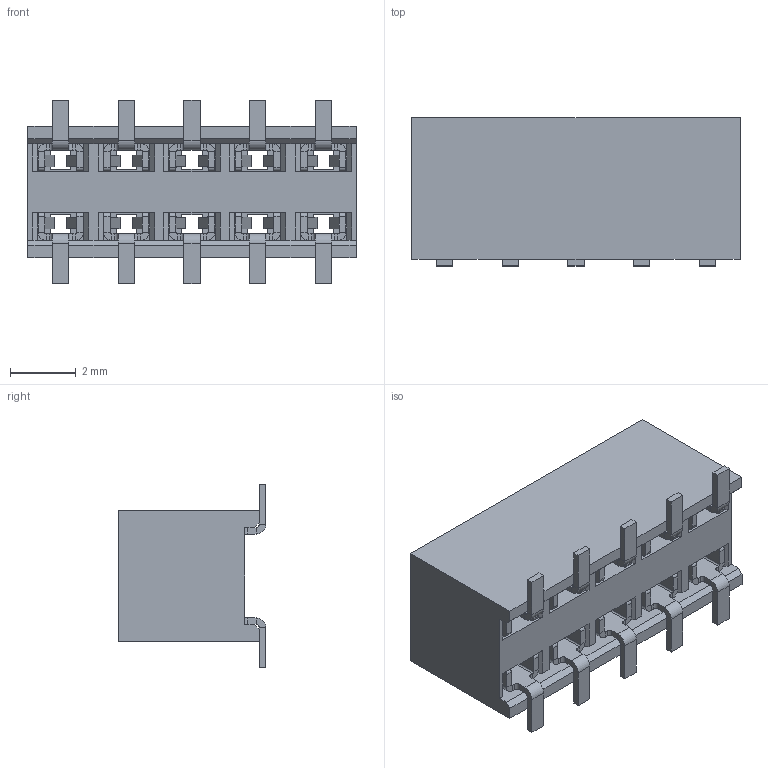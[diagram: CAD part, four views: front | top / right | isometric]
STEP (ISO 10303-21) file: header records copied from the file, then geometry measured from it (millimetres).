
FILE_DESCRIPTION(/* description */ (''),/* implementation_level */ '2;1');
FILE_NAME(/* name */ '7460-010-xx-00-xx.stp',/* time_stamp */ '2025-12-02T08:33:23+01:00',/* author */ ('andreas.larin'),/* organization */ (''),/* preprocessor_version */ 'ST-DEVELOPER v20',/* originating_system */ 'Autodesk Inventor 2025',/* authorisation */ '');
FILE_SCHEMA (('AUTOMOTIVE_DESIGN { 1 0 10303 214 3 1 1 }'));
Length unit declared in the file: millimetre
Products named in the file (1): 7460-010-xx-00-xx
Bounding box: 10 x 4.5 x 5.6 mm (x, y, z)
Volume: 128.8 mm3; surface area: 474.4 mm2
Topology: 1 solids, 1 shells, 1142 faces, 2840 edges, 1660 vertices
Faces by surface type: plane 762, cylinder 280, bspline 100
Entity records: 37507 total; most frequent: CARTESIAN_POINT 9503, ORIENTED_EDGE 5680, DIRECTION 5406, EDGE_CURVE 2840, LINE 2040, VECTOR 2040, AXIS2_PLACEMENT_3D 1683, VERTEX_POINT 1660
